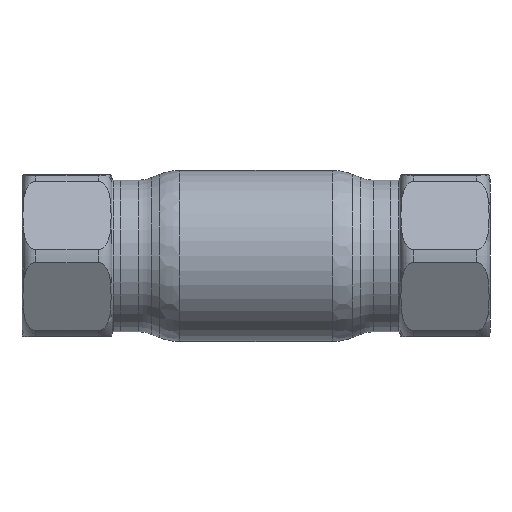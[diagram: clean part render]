
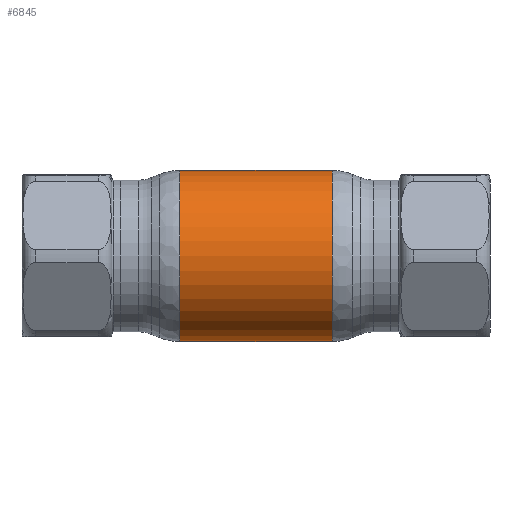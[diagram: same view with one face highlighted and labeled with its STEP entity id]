
A CAD part, front view. The second image highlights one B-rep face of the part: STEP entity #6845.
In plain terms, the highlighted cylindrical face has radius 19 mm (diameter 38 mm), a partial arc.
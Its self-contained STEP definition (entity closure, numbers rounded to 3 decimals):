
#386 = CIRCLE ( 'NONE', #40389, 19. ) ;
#1982 = CARTESIAN_POINT ( 'NONE',  ( -62.69, 0., 0. ) ) ;
#2018 = EDGE_CURVE ( 'NONE', #5441, #8324, #17766, .T. ) ;
#4287 = ORIENTED_EDGE ( 'NONE', *, *, #2018, .F. ) ;
#4720 = CARTESIAN_POINT ( 'NONE',  ( -16.967, 0., 19. ) ) ;
#5043 = CARTESIAN_POINT ( 'NONE',  ( 16.967, 0., 19. ) ) ;
#5441 = VERTEX_POINT ( 'NONE', #33531 ) ;
#6845 = ADVANCED_FACE ( 'NONE', ( #11017 ), #25231, .T. ) ;
#8324 = VERTEX_POINT ( 'NONE', #38835 ) ;
#9141 = CIRCLE ( 'NONE', #18325, 19. ) ;
#9341 = DIRECTION ( 'NONE',  ( -1., 0., 0. ) ) ;
#11017 = FACE_OUTER_BOUND ( 'NONE', #15261, .T. ) ;
#12521 = VERTEX_POINT ( 'NONE', #5043 ) ;
#12707 = LINE ( 'NONE', #34861, #29424 ) ;
#15261 = EDGE_LOOP ( 'NONE', ( #4287, #54545, #50895, #54221 ) ) ;
#16033 = DIRECTION ( 'NONE',  ( -1., 0., 0. ) ) ;
#16827 = VECTOR ( 'NONE', #21810, 1000. ) ;
#17766 = LINE ( 'NONE', #35209, #16827 ) ;
#18325 = AXIS2_PLACEMENT_3D ( 'NONE', #42323, #16033, #29464 ) ;
#21810 = DIRECTION ( 'NONE',  ( -1., 0., 0. ) ) ;
#25231 = CYLINDRICAL_SURFACE ( 'NONE', #47719, 19. ) ;
#27101 = DIRECTION ( 'NONE',  ( 0., 0., 1. ) ) ;
#27731 = EDGE_CURVE ( 'NONE', #12521, #55587, #12707, .T. ) ;
#29367 = DIRECTION ( 'NONE',  ( -1., 0., 0. ) ) ;
#29424 = VECTOR ( 'NONE', #35131, 1000. ) ;
#29464 = DIRECTION ( 'NONE',  ( 0., 0., 1. ) ) ;
#30358 = EDGE_CURVE ( 'NONE', #8324, #55587, #386, .T. ) ;
#33531 = CARTESIAN_POINT ( 'NONE',  ( 16.967, 0., -19. ) ) ;
#34861 = CARTESIAN_POINT ( 'NONE',  ( -62.69, 0., 19. ) ) ;
#35131 = DIRECTION ( 'NONE',  ( -1., 0., 0. ) ) ;
#35209 = CARTESIAN_POINT ( 'NONE',  ( -62.69, 0., -19. ) ) ;
#35718 = EDGE_CURVE ( 'NONE', #5441, #12521, #9141, .T. ) ;
#38835 = CARTESIAN_POINT ( 'NONE',  ( -16.967, 0., -19. ) ) ;
#40389 = AXIS2_PLACEMENT_3D ( 'NONE', #49248, #9341, #27101 ) ;
#42323 = CARTESIAN_POINT ( 'NONE',  ( 16.967, 0., 0. ) ) ;
#47719 = AXIS2_PLACEMENT_3D ( 'NONE', #1982, #29367, #55534 ) ;
#49248 = CARTESIAN_POINT ( 'NONE',  ( -16.967, 0., 0. ) ) ;
#50895 = ORIENTED_EDGE ( 'NONE', *, *, #27731, .T. ) ;
#54221 = ORIENTED_EDGE ( 'NONE', *, *, #30358, .F. ) ;
#54545 = ORIENTED_EDGE ( 'NONE', *, *, #35718, .T. ) ;
#55534 = DIRECTION ( 'NONE',  ( 0., 0., 1. ) ) ;
#55587 = VERTEX_POINT ( 'NONE', #4720 ) ;
